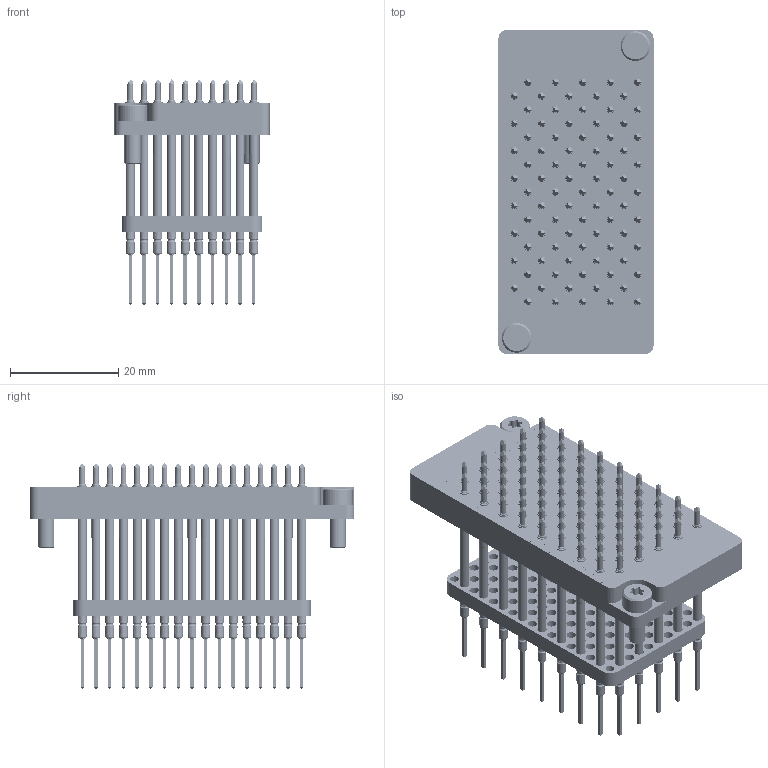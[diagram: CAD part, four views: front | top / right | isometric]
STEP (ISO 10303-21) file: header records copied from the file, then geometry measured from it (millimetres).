
FILE_DESCRIPTION (( 'STEP AP214' ), '1' );
FILE_NAME ('INGUN_30181.STEP', '2023-01-12T12:55:08', ( '' ), ( '' ), 'SwSTEP 2.0', 'SolidWorks 2021', '' );
FILE_SCHEMA (( 'AUTOMOTIVE_DESIGN' ));
Length unit declared in the file: millimetre
Products named in the file (8): INFO_4615~0_SBP-T_Kontaktierung-Seite<S>; INGUN_30181; 30182~6_S; 45005~2; KS-945-Master__ADA~ks_KS-945 47; DIN912~n_M03,0x008; GKS-945-0005__ADA~gks_S; 30182~6
Assembly tree (176 placements, depth 3):
  INGUN_30181
    30182~6_S
      30182~6
      INFO_4615~0_SBP-T_Kontaktierung-Seite<S>
    45005~2
    KS-945-Master__ADA~ks_KS-945 47  x85
    GKS-945-0005__ADA~gks_S  x85
    DIN912~n_M03,0x008  x2
Bounding box: 28.7 x 60 x 41.7 mm (x, y, z)
Volume: 19351.4 mm3; surface area: 34854.3 mm2
Topology: 379 solids, 379 shells, 6390 faces, 13561 edges, 8188 vertices
Faces by surface type: cylinder 2610, plane 1759, torus 1020, cone 858, bspline 143
Entity records: 45512 total; most frequent: CARTESIAN_POINT 15399, DIRECTION 5977, ORIENTED_EDGE 5812, EDGE_CURVE 2906, AXIS2_PLACEMENT_3D 2272, VERTEX_POINT 1926, EDGE_LOOP 1612, LINE 1433
